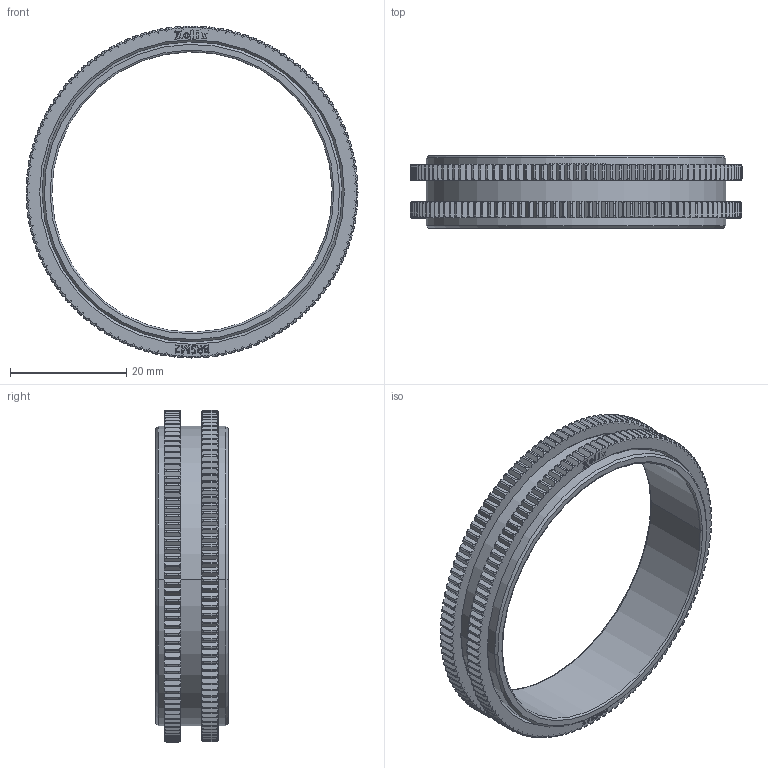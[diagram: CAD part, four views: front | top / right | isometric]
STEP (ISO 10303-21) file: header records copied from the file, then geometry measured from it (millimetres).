
FILE_DESCRIPTION (( 'STEP AP203' ), '1' );
FILE_NAME ('LTASM2-12.5L.STEP', '2025-09-18T03:04:08', ( '' ), ( '' ), 'SwSTEP 2.0', 'SolidWorks 2020', '' );
FILE_SCHEMA (( 'CONFIG_CONTROL_DESIGN' ));
Length unit declared in the file: millimetre
Products named in the file (1): LTASM2-12.5L
Bounding box: 57.2 x 12.5 x 57.2 mm (x, y, z)
Volume: 5632.5 mm3; surface area: 8114.3 mm2
Topology: 3 solids, 3 shells, 1503 faces, 4421 edges, 2942 vertices
Faces by surface type: plane 702, torus 484, cylinder 248, bspline 57, cone 12
Entity records: 64598 total; most frequent: CARTESIAN_POINT 25796, ORIENTED_EDGE 8842, DIRECTION 7237, EDGE_CURVE 4421, VERTEX_POINT 2942, AXIS2_PLACEMENT_3D 2443, VECTOR 2351, LINE 2351
